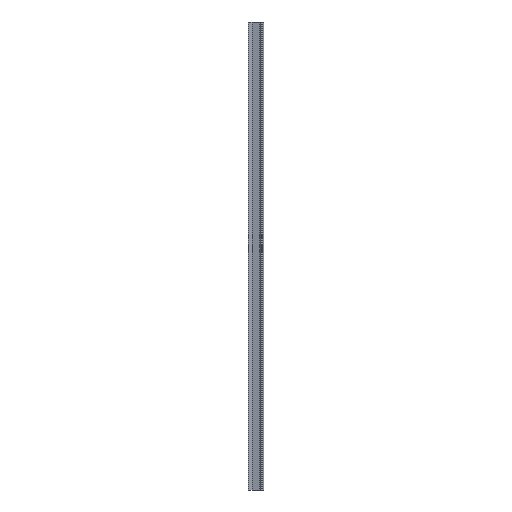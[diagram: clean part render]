
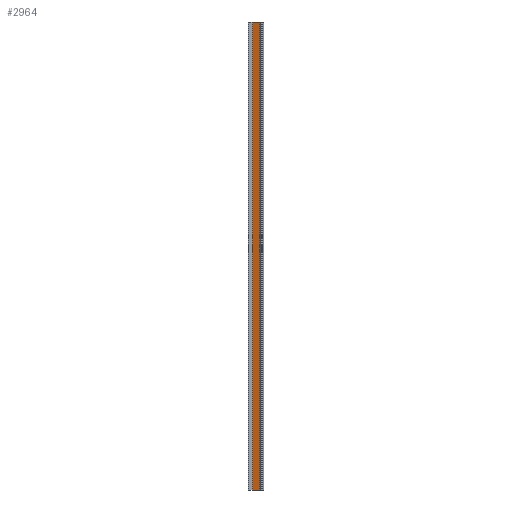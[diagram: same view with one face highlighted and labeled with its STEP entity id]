
A CAD part, left-side view. The second image highlights one B-rep face of the part: STEP entity #2964.
In plain terms, the highlighted planar face has unit normal (-0.951, 0.309, 0).
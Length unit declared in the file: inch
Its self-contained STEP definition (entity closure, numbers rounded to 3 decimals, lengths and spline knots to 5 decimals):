
#37 = VERTEX_POINT ( 'NONE', #943 ) ;
#419 = DIRECTION ( 'NONE',  ( 0., 0., 1. ) ) ;
#575 = VERTEX_POINT ( 'NONE', #2884 ) ;
#833 = CARTESIAN_POINT ( 'NONE',  ( -0.37212, 0.29319, -38.10463 ) ) ;
#890 = LINE ( 'NONE', #2440, #2876 ) ;
#943 = CARTESIAN_POINT ( 'NONE',  ( -0.19056, 0.85197, 0. ) ) ;
#1004 = DIRECTION ( 'NONE',  ( -0.951, 0.309, 0. ) ) ;
#1452 = PLANE ( 'NONE',  #2992 ) ;
#1468 = LINE ( 'NONE', #2727, #2160 ) ;
#1606 = CARTESIAN_POINT ( 'NONE',  ( -0.19056, 0.85197, -38.10463 ) ) ;
#1636 = EDGE_CURVE ( 'NONE', #3318, #3816, #2681, .T. ) ;
#1805 = CARTESIAN_POINT ( 'NONE',  ( -0.37212, 0.29319, 0. ) ) ;
#2084 = DIRECTION ( 'NONE',  ( -0.309, -0.951, 0. ) ) ;
#2160 = VECTOR ( 'NONE', #2084, 39.37008 ) ;
#2229 = CARTESIAN_POINT ( 'NONE',  ( -0.19056, 0.85197, -38.10463 ) ) ;
#2251 = ORIENTED_EDGE ( 'NONE', *, *, #3593, .F. ) ;
#2394 = EDGE_CURVE ( 'NONE', #37, #3816, #1468, .T. ) ;
#2440 = CARTESIAN_POINT ( 'NONE',  ( -0.19056, 0.85197, -36. ) ) ;
#2679 = ORIENTED_EDGE ( 'NONE', *, *, #2394, .F. ) ;
#2681 = LINE ( 'NONE', #833, #2798 ) ;
#2702 = EDGE_LOOP ( 'NONE', ( #2834, #2783, #2679, #2251 ) ) ;
#2727 = CARTESIAN_POINT ( 'NONE',  ( -0.19056, 0.85197, 0. ) ) ;
#2746 = VECTOR ( 'NONE', #419, 39.37008 ) ;
#2783 = ORIENTED_EDGE ( 'NONE', *, *, #1636, .T. ) ;
#2798 = VECTOR ( 'NONE', #3908, 39.37008 ) ;
#2834 = ORIENTED_EDGE ( 'NONE', *, *, #3733, .F. ) ;
#2876 = VECTOR ( 'NONE', #3637, 39.37008 ) ;
#2880 = CARTESIAN_POINT ( 'NONE',  ( -0.37212, 0.29319, -36. ) ) ;
#2884 = CARTESIAN_POINT ( 'NONE',  ( -0.19056, 0.85197, -36. ) ) ;
#2964 = ADVANCED_FACE ( 'NONE', ( #3670 ), #1452, .T. ) ;
#2992 = AXIS2_PLACEMENT_3D ( 'NONE', #2229, #1004, #3088 ) ;
#3088 = DIRECTION ( 'NONE',  ( -0.309, -0.951, 0. ) ) ;
#3170 = LINE ( 'NONE', #1606, #2746 ) ;
#3318 = VERTEX_POINT ( 'NONE', #2880 ) ;
#3593 = EDGE_CURVE ( 'NONE', #575, #37, #3170, .T. ) ;
#3637 = DIRECTION ( 'NONE',  ( 0.309, 0.951, 0. ) ) ;
#3670 = FACE_OUTER_BOUND ( 'NONE', #2702, .T. ) ;
#3733 = EDGE_CURVE ( 'NONE', #3318, #575, #890, .T. ) ;
#3816 = VERTEX_POINT ( 'NONE', #1805 ) ;
#3908 = DIRECTION ( 'NONE',  ( 0., 0., 1. ) ) ;
